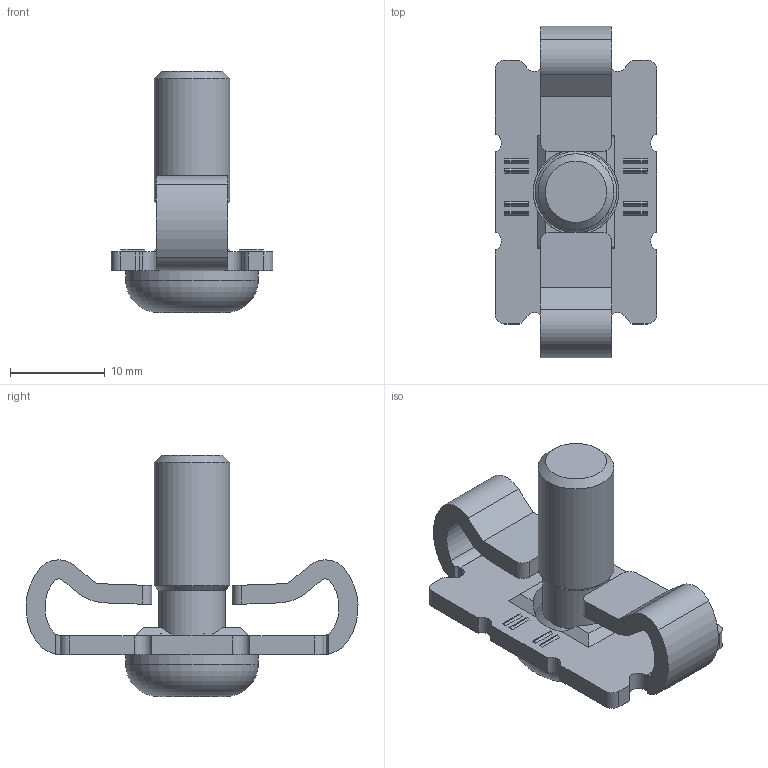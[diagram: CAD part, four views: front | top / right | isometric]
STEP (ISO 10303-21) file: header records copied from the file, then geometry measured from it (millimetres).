
FILE_DESCRIPTION( ( 'STEP AP203' ), '1' );
FILE_NAME( '099F0840M08.stp', '2021-11-22T12:15:24', ( 'License CC BY-ND 4.0' ), ( 'CADENAS' ), ' ', 'PARTsolutions', ' ' );
FILE_SCHEMA( ( 'CONFIG_CONTROL_DESIGN' ) );
Length unit declared in the file: millimetre
Products named in the file (3): 099F0840M08; _099F0840M08_body; _099F0840M08_screw
Assembly tree (2 placements, depth 2):
  099F0840M08
    _099F0840M08_body
    _099F0840M08_screw
Bounding box: 17 x 34.98 x 25.4 mm (x, y, z)
Volume: 2934 mm3; surface area: 2854.6 mm2
Topology: 2 solids, 2 shells, 141 faces, 375 edges, 248 vertices
Faces by surface type: plane 98, cylinder 39, cone 3, torus 1
Full cylindrical faces by diameter (mm): 7 x1, 8 x1, 8.6 x1, 9 x1, 13.997 x1
Entity records: 4442 total; most frequent: CARTESIAN_POINT 756, DIRECTION 756, ORIENTED_EDGE 730, EDGE_CURVE 365, LINE 262, VECTOR 262, AXIS2_PLACEMENT_3D 247, VERTEX_POINT 247
